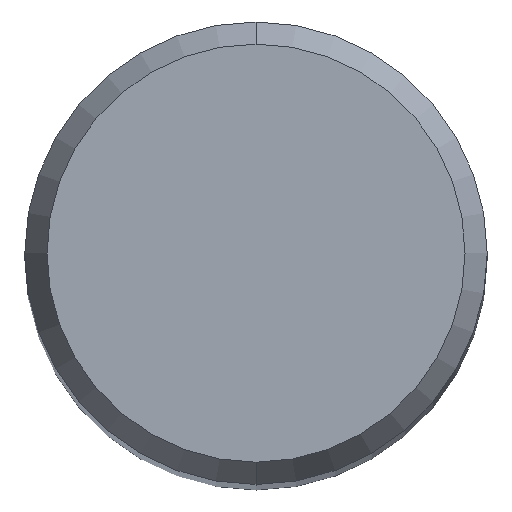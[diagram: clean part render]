
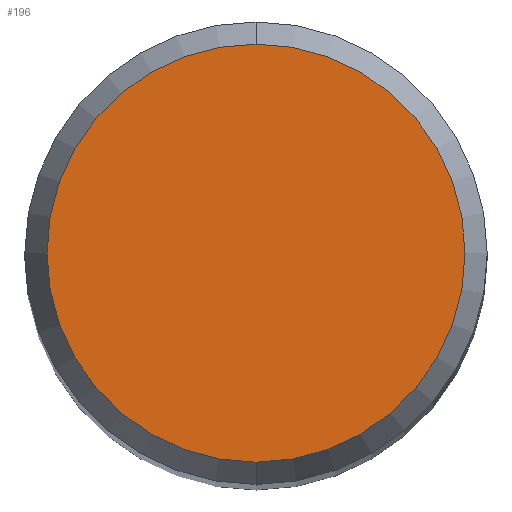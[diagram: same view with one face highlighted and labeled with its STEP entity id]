
A CAD part, top view. The second image highlights one B-rep face of the part: STEP entity #196.
In plain terms, the highlighted planar face has unit normal (0, 0, 1).
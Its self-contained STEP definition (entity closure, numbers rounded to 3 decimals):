
#100=VERTEX_POINT('',#238);
#106=EDGE_CURVE('',#100,#160,#244,.T.);
#160=VERTEX_POINT('',#303);
#196=ADVANCED_FACE('',(#346),#347,.T.);
#202=EDGE_CURVE('',#160,#100,#354,.T.);
#238=CARTESIAN_POINT('',(0.,-2.158,0.01));
#244=CIRCLE('',#392,2.158);
#303=CARTESIAN_POINT('',(0.0,2.158,0.01));
#346=FACE_OUTER_BOUND('',#520,.T.);
#347=PLANE('',#521);
#354=CIRCLE('',#531,2.158);
#392=AXIS2_PLACEMENT_3D('',#555,#556,#557);
#520=EDGE_LOOP('',(#688,#689));
#521=AXIS2_PLACEMENT_3D('',#690,#691,#692);
#531=AXIS2_PLACEMENT_3D('',#702,#703,#704);
#555=CARTESIAN_POINT('',(0.0,0.0,0.01));
#556=DIRECTION('',(0.0,0.0,-1.0));
#557=DIRECTION('',(0.0,1.0,0.0));
#688=ORIENTED_EDGE('',*,*,#202,.F.);
#689=ORIENTED_EDGE('',*,*,#106,.F.);
#690=CARTESIAN_POINT('',(0.0,1.079,0.01));
#691=DIRECTION('',(-0.0,0.0,1.0));
#692=DIRECTION('',(0.0,-1.0,0.0));
#702=CARTESIAN_POINT('',(0.0,0.0,0.01));
#703=DIRECTION('',(0.0,0.0,-1.0));
#704=DIRECTION('',(0.0,1.0,0.0));
